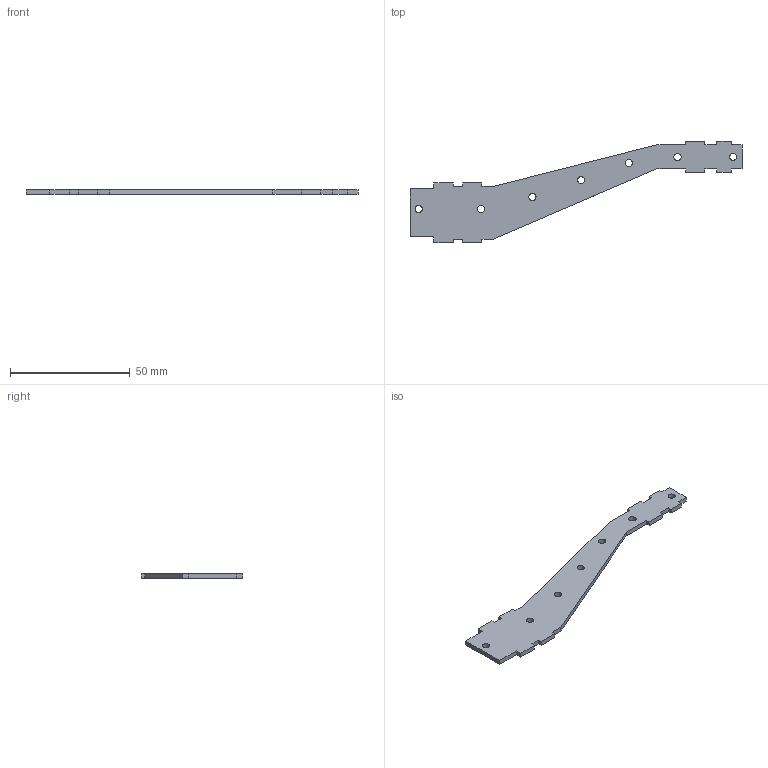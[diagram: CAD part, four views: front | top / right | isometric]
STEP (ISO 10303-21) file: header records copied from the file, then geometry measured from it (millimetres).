
FILE_DESCRIPTION(/* description */ (''),/* implementation_level */ '2;1');
FILE_NAME(/* name */ 'Frontarm_ipt_4654aa3c.STEP',/* time_stamp */ '2020-09-04T09:10:55+08:00',/* author */ ('Lvzongyang'),/* organization */ (''),/* preprocessor_version */ 'ST-DEVELOPER v15.6',/* originating_system */ 'Autodesk Inventor 2015',/* authorisation */ '');
FILE_SCHEMA (('AUTOMOTIVE_DESIGN { 1 0 10303 214 3 1 1 }'));
Length unit declared in the file: millimetre
Products named in the file (1): Frontarm
Bounding box: 138.56 x 42.36 x 2 mm (x, y, z)
Volume: 4468.9 mm3; surface area: 5283.6 mm2
Topology: 1 solids, 1 shells, 49 faces, 141 edges, 94 vertices
Faces by surface type: plane 42, cylinder 7
Full cylindrical faces by diameter (mm): 3 x7
Entity records: 1606 total; most frequent: CARTESIAN_POINT 278, ORIENTED_EDGE 268, DIRECTION 248, EDGE_CURVE 134, LINE 120, VECTOR 120, VERTEX_POINT 94, EDGE_LOOP 70
